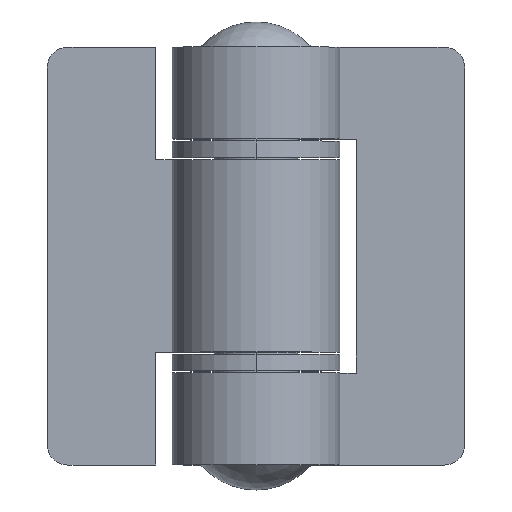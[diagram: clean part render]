
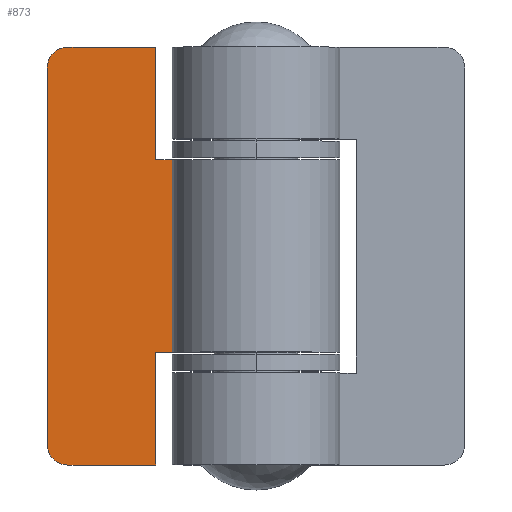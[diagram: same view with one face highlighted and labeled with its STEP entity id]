
A CAD part, top view. The second image highlights one B-rep face of the part: STEP entity #873.
In plain terms, the highlighted planar face has unit normal (0, 0, 1).
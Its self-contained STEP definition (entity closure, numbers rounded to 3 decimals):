
#719 = EDGE_CURVE ( 'NONE', #774, #761, #1230, .T. ) ;
#724 = EDGE_CURVE ( 'NONE', #728, #725, #1521, .T. ) ;
#725 = VERTEX_POINT ( 'NONE', #1546 ) ;
#728 = VERTEX_POINT ( 'NONE', #1395 ) ;
#746 = EDGE_CURVE ( 'NONE', #844, #747, #1432, .T. ) ;
#747 = VERTEX_POINT ( 'NONE', #1374 ) ;
#761 = VERTEX_POINT ( 'NONE', #1538 ) ;
#774 = VERTEX_POINT ( 'NONE', #1530 ) ;
#796 = EDGE_CURVE ( 'NONE', #874, #919, #1494, .T. ) ;
#834 = ORIENTED_EDGE ( 'NONE', *, *, #944, .T. ) ;
#836 = EDGE_CURVE ( 'NONE', #844, #774, #1579, .T. ) ;
#844 = VERTEX_POINT ( 'NONE', #1734 ) ;
#864 = ORIENTED_EDGE ( 'NONE', *, *, #940, .T. ) ;
#873 = ADVANCED_FACE ( 'NONE', ( #1635 ), #1581, .F. ) ;
#874 = VERTEX_POINT ( 'NONE', #1589 ) ;
#905 = ORIENTED_EDGE ( 'NONE', *, *, #925, .T. ) ;
#906 = EDGE_CURVE ( 'NONE', #907, #919, #1661, .T. ) ;
#907 = VERTEX_POINT ( 'NONE', #1657 ) ;
#908 = ORIENTED_EDGE ( 'NONE', *, *, #719, .T. ) ;
#919 = VERTEX_POINT ( 'NONE', #1620 ) ;
#925 = EDGE_CURVE ( 'NONE', #874, #951, #1615, .T. ) ;
#926 = ORIENTED_EDGE ( 'NONE', *, *, #906, .T. ) ;
#930 = ORIENTED_EDGE ( 'NONE', *, *, #746, .F. ) ;
#935 = ORIENTED_EDGE ( 'NONE', *, *, #724, .T. ) ;
#938 = ORIENTED_EDGE ( 'NONE', *, *, #836, .T. ) ;
#940 = EDGE_CURVE ( 'NONE', #725, #907, #1738, .T. ) ;
#941 = EDGE_CURVE ( 'NONE', #761, #728, #1743, .T. ) ;
#944 = EDGE_CURVE ( 'NONE', #951, #747, #1753, .T. ) ;
#951 = VERTEX_POINT ( 'NONE', #1826 ) ;
#952 = ORIENTED_EDGE ( 'NONE', *, *, #941, .T. ) ;
#955 = ORIENTED_EDGE ( 'NONE', *, *, #796, .F. ) ;
#967 = EDGE_LOOP ( 'NONE', ( #908, #952, #935, #864, #926, #955, #905, #834, #930, #938 ) ) ;
#1227 = DIRECTION ( 'NONE',  ( 0., -1., 0. ) ) ;
#1228 = VECTOR ( 'NONE', #1227, 1000. ) ;
#1229 = CARTESIAN_POINT ( 'NONE',  ( -25., 25., -5. ) ) ;
#1230 = LINE ( 'NONE', #1229, #1228 ) ;
#1374 = CARTESIAN_POINT ( 'NONE',  ( -12., 25., -5. ) ) ;
#1375 = DIRECTION ( 'NONE',  ( 1., 0., 0. ) ) ;
#1395 = CARTESIAN_POINT ( 'NONE',  ( -22.5, -25., -5. ) ) ;
#1430 = VECTOR ( 'NONE', #1375, 1000. ) ;
#1431 = CARTESIAN_POINT ( 'NONE',  ( -25., 25., -5. ) ) ;
#1432 = LINE ( 'NONE', #1431, #1430 ) ;
#1491 = DIRECTION ( 'NONE',  ( 0., -1., 0. ) ) ;
#1492 = VECTOR ( 'NONE', #1491, 1000. ) ;
#1493 = CARTESIAN_POINT ( 'NONE',  ( -8.66, 25., -5. ) ) ;
#1494 = LINE ( 'NONE', #1493, #1492 ) ;
#1521 = LINE ( 'NONE', #1549, #1548 ) ;
#1530 = CARTESIAN_POINT ( 'NONE',  ( -25., 22.5, -5. ) ) ;
#1538 = CARTESIAN_POINT ( 'NONE',  ( -25., -22.5, -5. ) ) ;
#1546 = CARTESIAN_POINT ( 'NONE',  ( -12., -25., -5. ) ) ;
#1547 = DIRECTION ( 'NONE',  ( 1., 0., 0. ) ) ;
#1548 = VECTOR ( 'NONE', #1547, 1000. ) ;
#1549 = CARTESIAN_POINT ( 'NONE',  ( -25., -25., -5. ) ) ;
#1579 = CIRCLE ( 'NONE', #1718, 2.5 ) ;
#1580 = AXIS2_PLACEMENT_3D ( 'NONE', #1592, #1591, #1590 ) ;
#1581 = PLANE ( 'NONE',  #1580 ) ;
#1589 = CARTESIAN_POINT ( 'NONE',  ( -8.66, 11.5, -5. ) ) ;
#1590 = DIRECTION ( 'NONE',  ( -1., 0., 0. ) ) ;
#1591 = DIRECTION ( 'NONE',  ( 0., 0., -1. ) ) ;
#1592 = CARTESIAN_POINT ( 'NONE',  ( -25., 25., -5. ) ) ;
#1606 = DIRECTION ( 'NONE',  ( -1., 0., 0. ) ) ;
#1607 = DIRECTION ( 'NONE',  ( 0., 0., 1. ) ) ;
#1612 = DIRECTION ( 'NONE',  ( -1., 0., 0. ) ) ;
#1613 = VECTOR ( 'NONE', #1612, 1000. ) ;
#1614 = CARTESIAN_POINT ( 'NONE',  ( -25., 11.5, -5. ) ) ;
#1615 = LINE ( 'NONE', #1614, #1613 ) ;
#1620 = CARTESIAN_POINT ( 'NONE',  ( -8.66, -11.5, -5. ) ) ;
#1635 = FACE_OUTER_BOUND ( 'NONE', #967, .T. ) ;
#1657 = CARTESIAN_POINT ( 'NONE',  ( -12., -11.5, -5. ) ) ;
#1658 = DIRECTION ( 'NONE',  ( 1., 0., 0. ) ) ;
#1659 = VECTOR ( 'NONE', #1658, 1000. ) ;
#1660 = CARTESIAN_POINT ( 'NONE',  ( -25., -11.5, -5. ) ) ;
#1661 = LINE ( 'NONE', #1660, #1659 ) ;
#1708 = CARTESIAN_POINT ( 'NONE',  ( -22.5, 22.5, -5. ) ) ;
#1718 = AXIS2_PLACEMENT_3D ( 'NONE', #1708, #1607, #1606 ) ;
#1734 = CARTESIAN_POINT ( 'NONE',  ( -22.5, 25., -5. ) ) ;
#1737 = DIRECTION ( 'NONE',  ( 0., 1., 0. ) ) ;
#1738 = LINE ( 'NONE', #1755, #1754 ) ;
#1739 = DIRECTION ( 'NONE',  ( -1., 0., 0. ) ) ;
#1740 = DIRECTION ( 'NONE',  ( 0., 0., 1. ) ) ;
#1741 = CARTESIAN_POINT ( 'NONE',  ( -22.5, -22.5, -5. ) ) ;
#1742 = AXIS2_PLACEMENT_3D ( 'NONE', #1741, #1740, #1739 ) ;
#1743 = CIRCLE ( 'NONE', #1742, 2.5 ) ;
#1750 = DIRECTION ( 'NONE',  ( 0., 1., 0. ) ) ;
#1751 = VECTOR ( 'NONE', #1750, 1000. ) ;
#1752 = CARTESIAN_POINT ( 'NONE',  ( -12., 25., -5. ) ) ;
#1753 = LINE ( 'NONE', #1752, #1751 ) ;
#1754 = VECTOR ( 'NONE', #1737, 1000. ) ;
#1755 = CARTESIAN_POINT ( 'NONE',  ( -12., 25., -5. ) ) ;
#1826 = CARTESIAN_POINT ( 'NONE',  ( -12., 11.5, -5. ) ) ;
